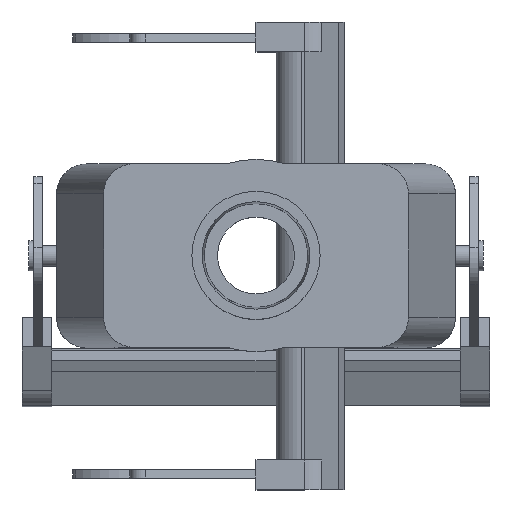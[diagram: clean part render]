
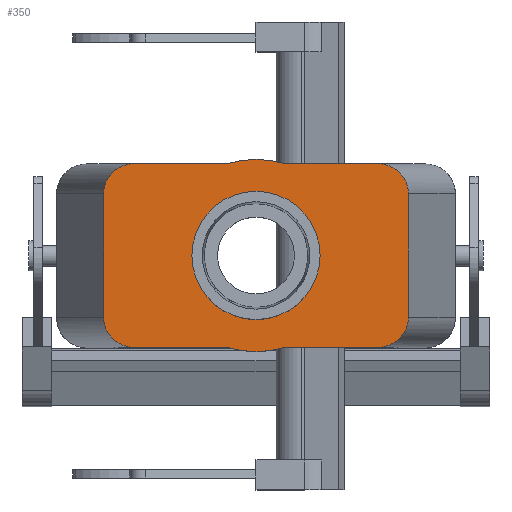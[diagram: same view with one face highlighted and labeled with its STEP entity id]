
A CAD part, top view. The second image highlights one B-rep face of the part: STEP entity #350.
In plain terms, the highlighted planar face has unit normal (0, 0, 1).
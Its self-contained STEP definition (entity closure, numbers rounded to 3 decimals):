
#350 = ADVANCED_FACE( '', ( #868, #869 ), #870, .T. );
#868 = FACE_BOUND( '', #1595, .T. );
#869 = FACE_OUTER_BOUND( '', #1596, .T. );
#870 = PLANE( '', #1597 );
#1595 = EDGE_LOOP( '', ( #2540 ) );
#1596 = EDGE_LOOP( '', ( #2541, #2542, #2543, #2544, #2545, #2546, #2547, #2548, #2549, #2550, #2551, #2552 ) );
#1597 = AXIS2_PLACEMENT_3D( '', #2553, #2554, #2555 );
#2540 = ORIENTED_EDGE( '', *, *, #4478, .F. );
#2541 = ORIENTED_EDGE( '', *, *, #4479, .T. );
#2542 = ORIENTED_EDGE( '', *, *, #4480, .T. );
#2543 = ORIENTED_EDGE( '', *, *, #4449, .T. );
#2544 = ORIENTED_EDGE( '', *, *, #4481, .T. );
#2545 = ORIENTED_EDGE( '', *, *, #4482, .F. );
#2546 = ORIENTED_EDGE( '', *, *, #4483, .F. );
#2547 = ORIENTED_EDGE( '', *, *, #4484, .F. );
#2548 = ORIENTED_EDGE( '', *, *, #4412, .T. );
#2549 = ORIENTED_EDGE( '', *, *, #4485, .T. );
#2550 = ORIENTED_EDGE( '', *, *, #4486, .F. );
#2551 = ORIENTED_EDGE( '', *, *, #4474, .F. );
#2552 = ORIENTED_EDGE( '', *, *, #4487, .F. );
#2553 = CARTESIAN_POINT( '', ( -35.664, 0., 61. ) );
#2554 = DIRECTION( '', ( 0., 0., 1. ) );
#2555 = DIRECTION( '', ( 1., 0., 0. ) );
#4412 = EDGE_CURVE( '', #5302, #5300, #5303, .T. );
#4449 = EDGE_CURVE( '', #5359, #5361, #5363, .T. );
#4474 = EDGE_CURVE( '', #5403, #5406, #5407, .T. );
#4478 = EDGE_CURVE( '', #5412, #5412, #5413, .T. );
#4479 = EDGE_CURVE( '', #5414, #5415, #5416, .T. );
#4480 = EDGE_CURVE( '', #5415, #5359, #5417, .T. );
#4481 = EDGE_CURVE( '', #5361, #5418, #5419, .T. );
#4482 = EDGE_CURVE( '', #5420, #5418, #5421, .T. );
#4483 = EDGE_CURVE( '', #5422, #5420, #5423, .T. );
#4484 = EDGE_CURVE( '', #5302, #5422, #5424, .T. );
#4485 = EDGE_CURVE( '', #5300, #5425, #5426, .T. );
#4486 = EDGE_CURVE( '', #5406, #5425, #5427, .T. );
#4487 = EDGE_CURVE( '', #5414, #5403, #5428, .T. );
#5300 = VERTEX_POINT( '', #6546 );
#5302 = VERTEX_POINT( '', #6549 );
#5303 = ELLIPSE( '', #6550, 7.247, 7. );
#5359 = VERTEX_POINT( '', #6621 );
#5361 = VERTEX_POINT( '', #6624 );
#5363 = LINE( '', #6627, #6628 );
#5403 = VERTEX_POINT( '', #6681 );
#5406 = VERTEX_POINT( '', #6685 );
#5407 = LINE( '', #6686, #6687 );
#5412 = VERTEX_POINT( '', #6694 );
#5413 = CIRCLE( '', #6695, 15. );
#5414 = VERTEX_POINT( '', #6696 );
#5415 = VERTEX_POINT( '', #6697 );
#5416 = LINE( '', #6698, #6699 );
#5417 = ELLIPSE( '', #6700, 7.247, 7. );
#5418 = VERTEX_POINT( '', #6701 );
#5419 = CIRCLE( '', #6702, 22.5 );
#5420 = VERTEX_POINT( '', #6703 );
#5421 = LINE( '', #6704, #6705 );
#5422 = VERTEX_POINT( '', #6706 );
#5423 = ELLIPSE( '', #6707, 7.247, 7. );
#5424 = LINE( '', #6708, #6709 );
#5425 = VERTEX_POINT( '', #6710 );
#5426 = LINE( '', #6711, #6712 );
#5427 = CIRCLE( '', #6713, 22.5 );
#5428 = ELLIPSE( '', #6714, 7.247, 7. );
#6546 = CARTESIAN_POINT( '', ( 28.417, 21.5, 61. ) );
#6549 = CARTESIAN_POINT( '', ( 35.664, 14.5, 61. ) );
#6550 = AXIS2_PLACEMENT_3D( '', #8081, #8082, #8083 );
#6621 = CARTESIAN_POINT( '', ( -28.417, -21.5, 61. ) );
#6624 = CARTESIAN_POINT( '', ( -6.633, -21.5, 61. ) );
#6627 = CARTESIAN_POINT( '', ( -35.664, -21.5, 61. ) );
#6628 = VECTOR( '', #8131, 1000. );
#6681 = CARTESIAN_POINT( '', ( -28.417, 21.5, 61. ) );
#6685 = CARTESIAN_POINT( '', ( -6.633, 21.5, 61. ) );
#6686 = CARTESIAN_POINT( '', ( -35.664, 21.5, 61. ) );
#6687 = VECTOR( '', #8154, 1000. );
#6694 = CARTESIAN_POINT( '', ( 15., 0., 61. ) );
#6695 = AXIS2_PLACEMENT_3D( '', #8157, #8158, #8159 );
#6696 = CARTESIAN_POINT( '', ( -35.664, 14.5, 61. ) );
#6697 = CARTESIAN_POINT( '', ( -35.664, -14.5, 61. ) );
#6698 = CARTESIAN_POINT( '', ( -35.664, 0., 61. ) );
#6699 = VECTOR( '', #8160, 1000. );
#6700 = AXIS2_PLACEMENT_3D( '', #8161, #8162, #8163 );
#6701 = CARTESIAN_POINT( '', ( 6.633, -21.5, 61. ) );
#6702 = AXIS2_PLACEMENT_3D( '', #8164, #8165, #8166 );
#6703 = CARTESIAN_POINT( '', ( 28.417, -21.5, 61. ) );
#6704 = CARTESIAN_POINT( '', ( 35.664, -21.5, 61. ) );
#6705 = VECTOR( '', #8167, 1000. );
#6706 = CARTESIAN_POINT( '', ( 35.664, -14.5, 61. ) );
#6707 = AXIS2_PLACEMENT_3D( '', #8168, #8169, #8170 );
#6708 = CARTESIAN_POINT( '', ( 35.664, 0., 61. ) );
#6709 = VECTOR( '', #8171, 1000. );
#6710 = CARTESIAN_POINT( '', ( 6.633, 21.5, 61. ) );
#6711 = CARTESIAN_POINT( '', ( 35.664, 21.5, 61. ) );
#6712 = VECTOR( '', #8172, 1000. );
#6713 = AXIS2_PLACEMENT_3D( '', #8173, #8174, #8175 );
#6714 = AXIS2_PLACEMENT_3D( '', #8176, #8177, #8178 );
#8081 = CARTESIAN_POINT( '', ( 28.417, 14.5, 61. ) );
#8082 = DIRECTION( '', ( 0., 0., 1. ) );
#8083 = DIRECTION( '', ( 1., 0., 0. ) );
#8131 = DIRECTION( '', ( 1., 0., 0. ) );
#8154 = DIRECTION( '', ( 1., 0., 0. ) );
#8157 = CARTESIAN_POINT( '', ( 0., 0., 61. ) );
#8158 = DIRECTION( '', ( 0., 0., 1. ) );
#8159 = DIRECTION( '', ( 1., 0., 0. ) );
#8160 = DIRECTION( '', ( 0., -1., 0. ) );
#8161 = CARTESIAN_POINT( '', ( -28.417, -14.5, 61. ) );
#8162 = DIRECTION( '', ( 0., 0., 1. ) );
#8163 = DIRECTION( '', ( -1., 0., 0. ) );
#8164 = CARTESIAN_POINT( '', ( 0., 0., 61. ) );
#8165 = DIRECTION( '', ( 0., 0., 1. ) );
#8166 = DIRECTION( '', ( 1., 0., 0. ) );
#8167 = DIRECTION( '', ( -1., 0., 0. ) );
#8168 = CARTESIAN_POINT( '', ( 28.417, -14.5, 61. ) );
#8169 = DIRECTION( '', ( 0., 0., -1. ) );
#8170 = DIRECTION( '', ( 1., 0., 0. ) );
#8171 = DIRECTION( '', ( 0., -1., 0. ) );
#8172 = DIRECTION( '', ( -1., 0., 0. ) );
#8173 = CARTESIAN_POINT( '', ( 0., 0., 61. ) );
#8174 = DIRECTION( '', ( 0., 0., -1. ) );
#8175 = DIRECTION( '', ( 1., 0., 0. ) );
#8176 = CARTESIAN_POINT( '', ( -28.417, 14.5, 61. ) );
#8177 = DIRECTION( '', ( 0., 0., -1. ) );
#8178 = DIRECTION( '', ( -1., 0., 0. ) );
